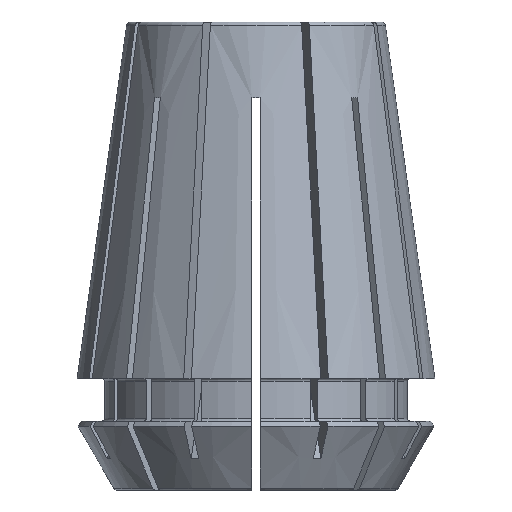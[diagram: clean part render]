
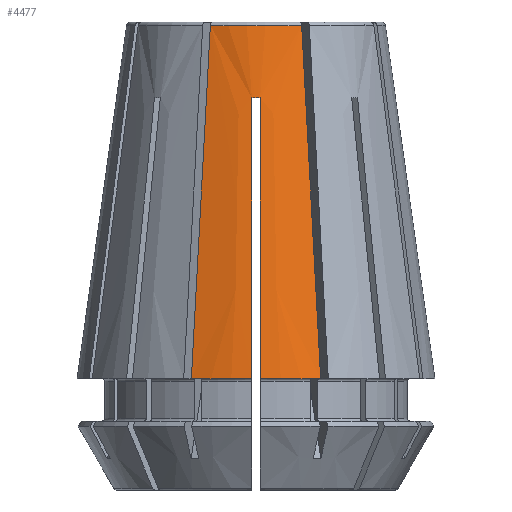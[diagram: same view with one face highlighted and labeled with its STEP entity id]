
A CAD part, front view. The second image highlights one B-rep face of the part: STEP entity #4477.
In plain terms, the highlighted conical face has half-angle 8 degrees and reference radius 13 mm.
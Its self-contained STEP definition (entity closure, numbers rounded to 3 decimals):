
#3884=CARTESIAN_POINT('',(0.3,-12.997,8.1));
#3885=VERTEX_POINT('',#3884);
#3893=CARTESIAN_POINT('',(4.696,-12.122,8.1));
#3894=VERTEX_POINT('',#3893);
#3901=CARTESIAN_POINT('',(-0.,0.,8.1));
#3902=DIRECTION('',(-0.,0.,1.));
#3903=DIRECTION('',(1.,0.,0.));
#3904=AXIS2_PLACEMENT_3D('',#3901,#3902,#3903);
#3905=CIRCLE('',#3904,13.);
#3906=EDGE_CURVE('',#3885,#3894,#3905,.T.);
#4391=CARTESIAN_POINT('',(-4.696,-12.122,8.1));
#4392=VERTEX_POINT('',#4391);
#4393=CARTESIAN_POINT('',(-0.3,-12.997,8.1));
#4394=VERTEX_POINT('',#4393);
#4395=CARTESIAN_POINT('',(-0.,0.,8.1));
#4396=DIRECTION('',(-0.,0.,1.));
#4397=DIRECTION('',(1.,0.,0.));
#4398=AXIS2_PLACEMENT_3D('',#4395,#4396,#4397);
#4399=CIRCLE('',#4398,13.);
#4400=EDGE_CURVE('',#4392,#4394,#4399,.T.);
#4418=CARTESIAN_POINT('',(-0.,0.,8.1));
#4419=DIRECTION('',(0.,0.,-1.));
#4420=DIRECTION('',(-1.,0.,-0.));
#4421=AXIS2_PLACEMENT_3D('',#4418,#4419,#4420);
#4422=CONICAL_SURFACE('',#4421,13.,8.);
#4423=CARTESIAN_POINT('',(-3.317,-8.791,33.742));
#4424=VERTEX_POINT('',#4423);
#4425=CARTESIAN_POINT('',(3.317,-8.791,33.742));
#4426=VERTEX_POINT('',#4425);
#4427=CARTESIAN_POINT('',(-0.,0.,33.742));
#4428=DIRECTION('',(-0.,0.,1.));
#4429=DIRECTION('',(1.,0.,0.));
#4430=AXIS2_PLACEMENT_3D('',#4427,#4428,#4429);
#4431=CIRCLE('',#4430,9.396);
#4432=EDGE_CURVE('',#4424,#4426,#4431,.T.);
#4433=ORIENTED_EDGE('',*,*,#4432,.F.);
#4434=CARTESIAN_POINT('',(-3.317,-8.791,33.742));
#4435=CARTESIAN_POINT('',(-3.777,-9.902,25.195));
#4436=CARTESIAN_POINT('',(-4.237,-11.012,16.647));
#4437=CARTESIAN_POINT('',(-4.696,-12.122,8.1));
#4438=B_SPLINE_CURVE_WITH_KNOTS('',3,(#4434,#4435,#4436,#4437),.UNSPECIFIED.,.F.,.F.,(4,4),(0.,0.026),.UNSPECIFIED.);
#4439=EDGE_CURVE('',#4424,#4392,#4438,.T.);
#4440=ORIENTED_EDGE('',*,*,#4439,.T.);
#4441=ORIENTED_EDGE('',*,*,#4400,.T.);
#4442=CARTESIAN_POINT('',(-0.3,-10.129,28.5));
#4443=VERTEX_POINT('',#4442);
#4444=CARTESIAN_POINT('',(-0.3,-12.997,8.1));
#4445=CARTESIAN_POINT('',(-0.3,-12.041,14.9));
#4446=CARTESIAN_POINT('',(-0.3,-11.085,21.7));
#4447=CARTESIAN_POINT('',(-0.3,-10.129,28.5));
#4448=B_SPLINE_CURVE_WITH_KNOTS('',3,(#4444,#4445,#4446,#4447),.UNSPECIFIED.,.F.,.F.,(4,4),(0.016,0.037),.UNSPECIFIED.);
#4449=EDGE_CURVE('',#4394,#4443,#4448,.T.);
#4450=ORIENTED_EDGE('',*,*,#4449,.T.);
#4451=CARTESIAN_POINT('',(0.3,-10.129,28.5));
#4452=VERTEX_POINT('',#4451);
#4453=CARTESIAN_POINT('',(0.,0.,28.5));
#4454=DIRECTION('',(0.,0.,-1.));
#4455=DIRECTION('',(-1.,0.,0.));
#4456=AXIS2_PLACEMENT_3D('',#4453,#4454,#4455);
#4457=CIRCLE('',#4456,10.133);
#4458=EDGE_CURVE('',#4452,#4443,#4457,.T.);
#4459=ORIENTED_EDGE('',*,*,#4458,.F.);
#4460=CARTESIAN_POINT('',(0.3,-12.997,8.1));
#4461=CARTESIAN_POINT('',(0.3,-12.041,14.9));
#4462=CARTESIAN_POINT('',(0.3,-11.085,21.7));
#4463=CARTESIAN_POINT('',(0.3,-10.129,28.5));
#4464=B_SPLINE_CURVE_WITH_KNOTS('',3,(#4460,#4461,#4462,#4463),.UNSPECIFIED.,.F.,.F.,(4,4),(0.016,0.037),.UNSPECIFIED.);
#4465=EDGE_CURVE('',#3885,#4452,#4464,.T.);
#4466=ORIENTED_EDGE('',*,*,#4465,.F.);
#4467=ORIENTED_EDGE('',*,*,#3906,.T.);
#4468=CARTESIAN_POINT('',(3.317,-8.791,33.742));
#4469=CARTESIAN_POINT('',(3.777,-9.902,25.195));
#4470=CARTESIAN_POINT('',(4.237,-11.012,16.647));
#4471=CARTESIAN_POINT('',(4.696,-12.122,8.1));
#4472=B_SPLINE_CURVE_WITH_KNOTS('',3,(#4468,#4469,#4470,#4471),.UNSPECIFIED.,.F.,.F.,(4,4),(0.,0.026),.UNSPECIFIED.);
#4473=EDGE_CURVE('',#4426,#3894,#4472,.T.);
#4474=ORIENTED_EDGE('',*,*,#4473,.F.);
#4475=EDGE_LOOP('',(#4433,#4440,#4441,#4450,#4459,#4466,#4467,#4474));
#4476=FACE_BOUND('',#4475,.T.);
#4477=ADVANCED_FACE('',(#4476),#4422,.T.);
